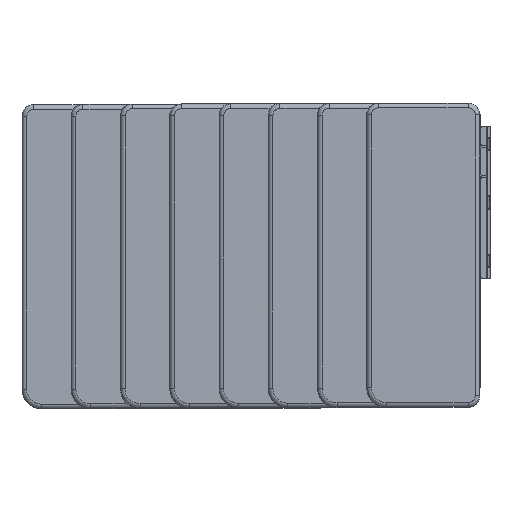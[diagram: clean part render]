
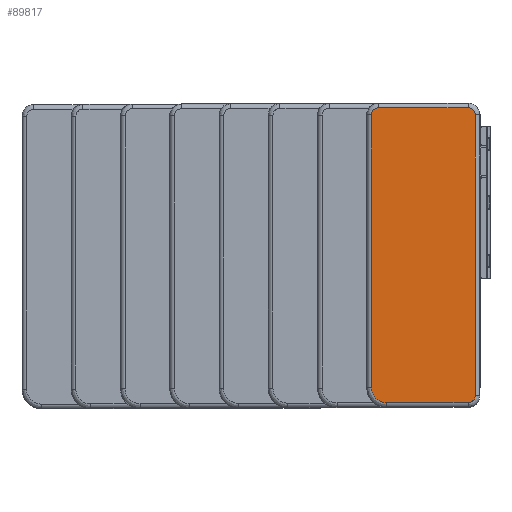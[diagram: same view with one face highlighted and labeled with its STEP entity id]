
A CAD part, top view. The second image highlights one B-rep face of the part: STEP entity #89817.
In plain terms, the highlighted free-form (B-spline) face has degree [1, 1] with [2, 2] control points.
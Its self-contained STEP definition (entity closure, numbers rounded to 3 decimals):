
#89397 = EDGE_CURVE('',#89398,#89400,#89402,.T.);
#89398 = VERTEX_POINT('',#89399);
#89399 = CARTESIAN_POINT('',(-280.579,110.293,
    2199.409));
#89400 = VERTEX_POINT('',#89401);
#89401 = CARTESIAN_POINT('',(-263.966,126.907,
    2199.409));
#89402 = ( BOUNDED_CURVE() B_SPLINE_CURVE(2,(#89403,#89404,#89405),
.UNSPECIFIED.,.F.,.F.) B_SPLINE_CURVE_WITH_KNOTS((3,3),(4.712,
6.283),.PIECEWISE_BEZIER_KNOTS.) CURVE() 
GEOMETRIC_REPRESENTATION_ITEM() RATIONAL_B_SPLINE_CURVE((1.,
0.707,1.)) REPRESENTATION_ITEM('') );
#89403 = CARTESIAN_POINT('',(-280.579,110.293,
    2199.409));
#89404 = CARTESIAN_POINT('',(-280.579,126.907,
    2199.409));
#89405 = CARTESIAN_POINT('',(-263.966,126.907,
    2199.409));
#89450 = EDGE_CURVE('',#89451,#89400,#89453,.T.);
#89451 = VERTEX_POINT('',#89452);
#89452 = CARTESIAN_POINT('',(-51.686,126.907,
    2199.409));
#89453 = B_SPLINE_CURVE_WITH_KNOTS('',1,(#89454,#89455),.UNSPECIFIED.,
  .F.,.F.,(2,2),(0.,230.),.PIECEWISE_BEZIER_KNOTS.);
#89454 = CARTESIAN_POINT('',(-51.686,126.907,
    2199.409));
#89455 = CARTESIAN_POINT('',(-263.966,126.907,
    2199.409));
#89473 = EDGE_CURVE('',#89451,#89474,#89476,.T.);
#89474 = VERTEX_POINT('',#89475);
#89475 = CARTESIAN_POINT('',(-35.072,110.293,
    2199.409));
#89476 = ( BOUNDED_CURVE() B_SPLINE_CURVE(2,(#89477,#89478,#89479),
.UNSPECIFIED.,.F.,.F.) B_SPLINE_CURVE_WITH_KNOTS((3,3),(4.712,
6.283),.PIECEWISE_BEZIER_KNOTS.) CURVE() 
GEOMETRIC_REPRESENTATION_ITEM() RATIONAL_B_SPLINE_CURVE((1.,
0.707,1.)) REPRESENTATION_ITEM('') );
#89477 = CARTESIAN_POINT('',(-51.686,126.907,
    2199.409));
#89478 = CARTESIAN_POINT('',(-35.072,126.907,
    2199.409));
#89479 = CARTESIAN_POINT('',(-35.072,110.293,
    2199.409));
#89517 = EDGE_CURVE('',#89518,#89474,#89520,.T.);
#89518 = VERTEX_POINT('',#89519);
#89519 = CARTESIAN_POINT('',(-35.072,-554.236,
    2199.409));
#89520 = B_SPLINE_CURVE_WITH_KNOTS('',1,(#89521,#89522),.UNSPECIFIED.,
  .F.,.F.,(2,2),(0.,720.),.PIECEWISE_BEZIER_KNOTS.);
#89521 = CARTESIAN_POINT('',(-35.072,-554.236,
    2199.409));
#89522 = CARTESIAN_POINT('',(-35.072,110.293,
    2199.409));
#89540 = EDGE_CURVE('',#89518,#89541,#89543,.T.);
#89541 = VERTEX_POINT('',#89542);
#89542 = CARTESIAN_POINT('',(-51.686,-570.849,
    2199.409));
#89543 = ( BOUNDED_CURVE() B_SPLINE_CURVE(2,(#89544,#89545,#89546),
.UNSPECIFIED.,.F.,.F.) B_SPLINE_CURVE_WITH_KNOTS((3,3),(4.712,
6.283),.PIECEWISE_BEZIER_KNOTS.) CURVE() 
GEOMETRIC_REPRESENTATION_ITEM() RATIONAL_B_SPLINE_CURVE((1.,
0.707,1.)) REPRESENTATION_ITEM('') );
#89544 = CARTESIAN_POINT('',(-35.072,-554.236,
    2199.409));
#89545 = CARTESIAN_POINT('',(-35.072,-570.849,
    2199.409));
#89546 = CARTESIAN_POINT('',(-51.686,-570.849,
    2199.409));
#89584 = EDGE_CURVE('',#89585,#89541,#89587,.T.);
#89585 = VERTEX_POINT('',#89586);
#89586 = CARTESIAN_POINT('',(-245.507,-570.849,
    2199.409));
#89587 = B_SPLINE_CURVE_WITH_KNOTS('',1,(#89588,#89589),.UNSPECIFIED.,
  .F.,.F.,(2,2),(0.,210.),.PIECEWISE_BEZIER_KNOTS.);
#89588 = CARTESIAN_POINT('',(-245.507,-570.849,
    2199.409));
#89589 = CARTESIAN_POINT('',(-51.686,-570.849,
    2199.409));
#89607 = EDGE_CURVE('',#89585,#89608,#89610,.T.);
#89608 = VERTEX_POINT('',#89609);
#89609 = CARTESIAN_POINT('',(-280.579,-535.777,
    2199.409));
#89610 = ( BOUNDED_CURVE() B_SPLINE_CURVE(2,(#89611,#89612,#89613),
.UNSPECIFIED.,.F.,.F.) B_SPLINE_CURVE_WITH_KNOTS((3,3),(4.712,
6.283),.PIECEWISE_BEZIER_KNOTS.) CURVE() 
GEOMETRIC_REPRESENTATION_ITEM() RATIONAL_B_SPLINE_CURVE((1.,
0.707,1.)) REPRESENTATION_ITEM('') );
#89611 = CARTESIAN_POINT('',(-245.507,-570.849,
    2199.409));
#89612 = CARTESIAN_POINT('',(-280.579,-570.849,
    2199.409));
#89613 = CARTESIAN_POINT('',(-280.579,-535.777,
    2199.409));
#89649 = EDGE_CURVE('',#89398,#89608,#89650,.T.);
#89650 = B_SPLINE_CURVE_WITH_KNOTS('',1,(#89651,#89652),.UNSPECIFIED.,
  .F.,.F.,(2,2),(0.,700.),.PIECEWISE_BEZIER_KNOTS.);
#89651 = CARTESIAN_POINT('',(-280.579,110.293,
    2199.409));
#89652 = CARTESIAN_POINT('',(-280.579,-535.777,
    2199.409));
#89817 = ADVANCED_FACE('',(#89818),#89828,.T.);
#89818 = FACE_BOUND('',#89819,.T.);
#89819 = EDGE_LOOP('',(#89820,#89821,#89822,#89823,#89824,#89825,#89826,
    #89827));
#89820 = ORIENTED_EDGE('',*,*,#89649,.T.);
#89821 = ORIENTED_EDGE('',*,*,#89607,.F.);
#89822 = ORIENTED_EDGE('',*,*,#89584,.T.);
#89823 = ORIENTED_EDGE('',*,*,#89540,.F.);
#89824 = ORIENTED_EDGE('',*,*,#89517,.T.);
#89825 = ORIENTED_EDGE('',*,*,#89473,.F.);
#89826 = ORIENTED_EDGE('',*,*,#89450,.T.);
#89827 = ORIENTED_EDGE('',*,*,#89397,.F.);
#89828 = B_SPLINE_SURFACE_WITH_KNOTS('',1,1,(
    (#89829,#89830)
    ,(#89831,#89832
  )),.UNSPECIFIED.,.F.,.F.,.F.,(2,2),(2,2),(-378.,378.),(-133.,133.),
  .PIECEWISE_BEZIER_KNOTS.);
#89829 = CARTESIAN_POINT('',(-35.072,-570.849,
    2199.409));
#89830 = CARTESIAN_POINT('',(-280.579,-570.849,
    2199.409));
#89831 = CARTESIAN_POINT('',(-35.072,126.907,
    2199.409));
#89832 = CARTESIAN_POINT('',(-280.579,126.907,
    2199.409));
